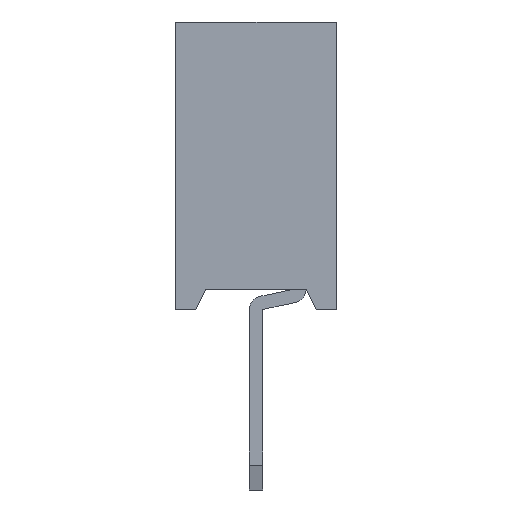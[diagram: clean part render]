
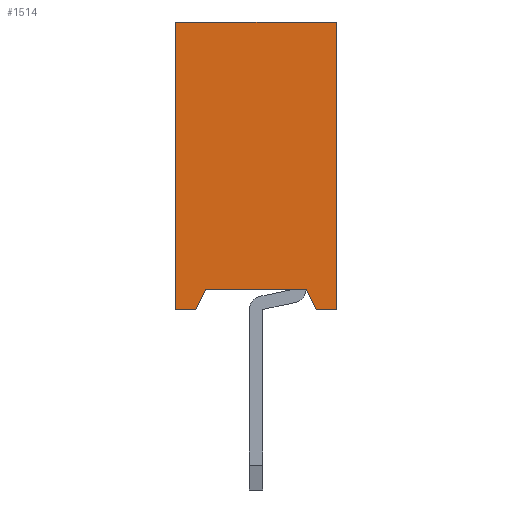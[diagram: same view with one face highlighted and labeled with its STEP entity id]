
A CAD part, left-side view. The second image highlights one B-rep face of the part: STEP entity #1514.
In plain terms, the highlighted planar face has unit normal (-1, 0, 0).
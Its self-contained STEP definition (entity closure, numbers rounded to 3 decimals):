
#1514=ADVANCED_FACE('',(#10270),#10272,.T.);
#10270=FACE_BOUND('',#10271,.T.);
#10271=EDGE_LOOP('',(#16829,#16830,#16831,#16832,#16833,#16834,#16835,#16836));
#10272=PLANE('',#10273);
#10273=AXIS2_PLACEMENT_3D('',#10274,#10275,#10276);
#10274=CARTESIAN_POINT('',(-1.,1.2,0.));
#10275=DIRECTION('',(-1.,0.,0.));
#10276=DIRECTION('',(0.,-1.,0.));
#16829=ORIENTED_EDGE('',*,*,#21814,.T.);
#16830=ORIENTED_EDGE('',*,*,#21559,.T.);
#16831=ORIENTED_EDGE('',*,*,#21815,.T.);
#16832=ORIENTED_EDGE('',*,*,#21816,.T.);
#16833=ORIENTED_EDGE('',*,*,#21817,.T.);
#16834=ORIENTED_EDGE('',*,*,#21818,.F.);
#16835=ORIENTED_EDGE('',*,*,#21819,.F.);
#16836=ORIENTED_EDGE('',*,*,#21785,.T.);
#21559=EDGE_CURVE('',#24246,#24244,#24247,.T.);
#21785=EDGE_CURVE('',#24680,#24678,#24681,.T.);
#21814=EDGE_CURVE('',#24678,#24246,#24716,.F.);
#21815=EDGE_CURVE('',#24244,#24717,#24718,.F.);
#21816=EDGE_CURVE('',#24717,#24719,#24720,.T.);
#21817=EDGE_CURVE('',#24719,#24721,#24722,.T.);
#21818=EDGE_CURVE('',#24723,#24721,#24724,.T.);
#21819=EDGE_CURVE('',#24680,#24723,#24725,.T.);
#24244=VERTEX_POINT('',#28730);
#24246=VERTEX_POINT('',#28734);
#24247=LINE('',#28735,#28736);
#24678=VERTEX_POINT('',#29616);
#24680=VERTEX_POINT('',#29620);
#24681=LINE('',#29621,#29622);
#24716=LINE('',#29714,#29715);
#24717=VERTEX_POINT('',#29717);
#24718=LINE('',#29718,#29719);
#24719=VERTEX_POINT('',#29721);
#24720=LINE('',#29722,#29723);
#24721=VERTEX_POINT('',#29725);
#24722=LINE('',#29726,#29727);
#24723=VERTEX_POINT('',#29729);
#24724=LINE('',#29730,#29731);
#24725=LINE('',#29733,#29734);
#28730=CARTESIAN_POINT('',(-1.,-0.75,0.3));
#28734=CARTESIAN_POINT('',(-1.,0.75,0.3));
#28735=CARTESIAN_POINT('',(-1.,0.75,0.3));
#28736=VECTOR('',#28737,1.);
#28737=DIRECTION('',(0.,-1.,0.));
#29616=CARTESIAN_POINT('',(-1.,0.9,0.));
#29620=CARTESIAN_POINT('',(-1.,1.2,0.));
#29621=CARTESIAN_POINT('',(-1.,1.2,0.));
#29622=VECTOR('',#29623,1.);
#29623=DIRECTION('',(0.,-1.,0.));
#29714=CARTESIAN_POINT('',(-1.,0.75,0.3));
#29715=VECTOR('',#29716,1.);
#29716=DIRECTION('',(0.,0.447,-0.894));
#29717=CARTESIAN_POINT('',(-1.,-0.9,0.));
#29718=CARTESIAN_POINT('',(-1.,-0.9,0.));
#29719=VECTOR('',#29720,1.);
#29720=DIRECTION('',(0.,0.447,0.894));
#29721=CARTESIAN_POINT('',(-1.,-1.2,0.));
#29722=CARTESIAN_POINT('',(-1.,-0.9,0.));
#29723=VECTOR('',#29724,1.);
#29724=DIRECTION('',(0.,-1.,0.));
#29725=CARTESIAN_POINT('',(-1.,-1.2,4.3));
#29726=CARTESIAN_POINT('',(-1.,-1.2,0.));
#29727=VECTOR('',#29728,1.);
#29728=DIRECTION('',(0.,0.,1.));
#29729=CARTESIAN_POINT('',(-1.,1.2,4.3));
#29730=CARTESIAN_POINT('',(-1.,1.2,4.3));
#29731=VECTOR('',#29732,1.);
#29732=DIRECTION('',(0.,-1.,0.));
#29733=CARTESIAN_POINT('',(-1.,1.2,0.));
#29734=VECTOR('',#29735,1.);
#29735=DIRECTION('',(0.,0.,1.));
